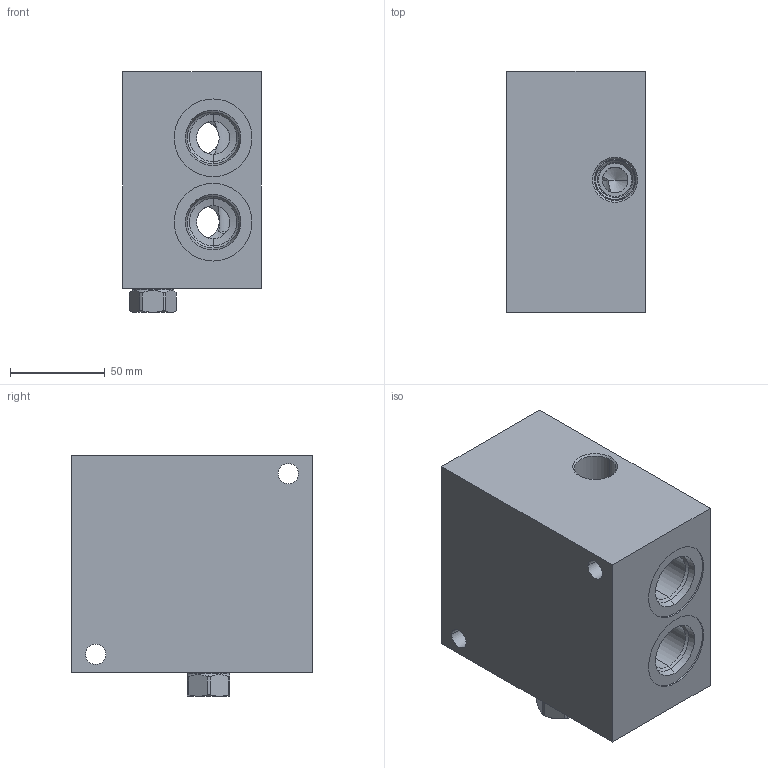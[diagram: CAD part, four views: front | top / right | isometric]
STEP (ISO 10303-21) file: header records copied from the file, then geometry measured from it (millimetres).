
FILE_DESCRIPTION((''),'2;1');
FILE_NAME('XOL_ASM','2020-11-16T',('ProEService'),(''),'PRO/ENGINEER BY PARAMETRIC TECHNOLOGY CORPORATION, 2014200','PRO/ENGINEER BY PARAMETRIC TECHNOLOGY CORPORATION, 2014200','');
FILE_SCHEMA(('CONFIG_CONTROL_DESIGN'));
Length unit declared in the file: inch
Products named in the file (3): 152-137-008; CSABXXN; XOL_ASM
Assembly tree (2 placements, depth 2):
  XOL_ASM
    152-137-008
    CSABXXN
Bounding box: 73.03 x 127 x 126.97 mm (x, y, z)
Volume: 902864.4 mm3; surface area: 107101.6 mm2
Topology: 5 solids, 6 shells, 330 faces, 1038 edges, 846 vertices
Faces by surface type: cylinder 143, cone 102, plane 47, torus 24, revolution 12, sphere 2
Entity records: 13455 total; most frequent: CARTESIAN_POINT 4362, DIRECTION 1996, ORIENTED_EDGE 1486, EDGE_CURVE 743, AXIS2_PLACEMENT_3D 716, VECTOR 552, LINE 552, VERTEX_POINT 441
